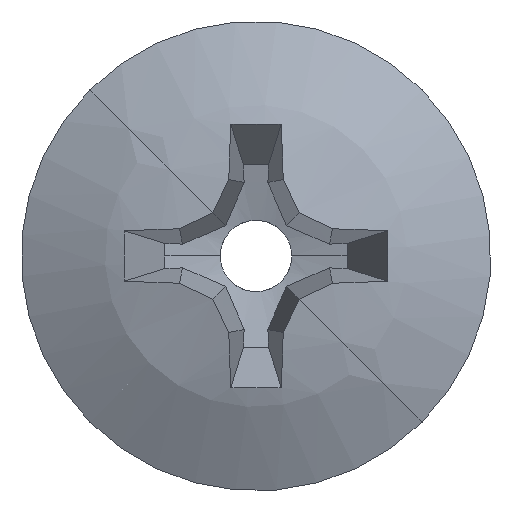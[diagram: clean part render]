
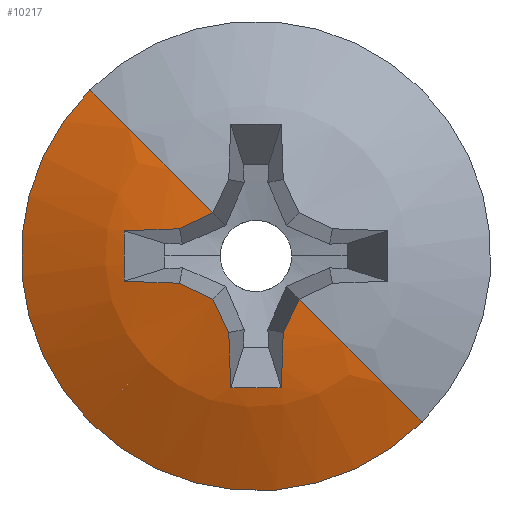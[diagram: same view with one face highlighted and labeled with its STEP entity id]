
A CAD part, left-side view. The second image highlights one B-rep face of the part: STEP entity #10217.
In plain terms, the highlighted spherical face has radius 6.558 mm.
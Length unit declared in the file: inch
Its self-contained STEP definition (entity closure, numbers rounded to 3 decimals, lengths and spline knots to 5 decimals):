
#4618=CARTESIAN_POINT('',(0.16393,0.01826,
0.01826));
#4619=DIRECTION('',(-0.162,0.698,0.698));
#4620=DIRECTION('',(-0.945,0.093,-0.312));
#4621=AXIS2_PLACEMENT_3D('',#4618,#4619,#4620);
#4623=CARTESIAN_POINT('',(-0.08772,0.,-0.03423));
#4624=CARTESIAN_POINT('',(-0.08762,0.00211,
-0.03498));
#4625=CARTESIAN_POINT('',(-0.08736,0.00632,
-0.03647));
#4626=CARTESIAN_POINT('',(-0.08682,0.01252,
-0.03863));
#4627=CARTESIAN_POINT('',(-0.08629,0.01709,
-0.0402));
#4628=CARTESIAN_POINT('',(-0.08598,0.01946,
-0.04101));
#4630=CARTESIAN_POINT('',(-0.08598,-0.01946,
-0.04101));
#4631=CARTESIAN_POINT('',(-0.08629,-0.01708,
-0.0402));
#4632=CARTESIAN_POINT('',(-0.08682,-0.01249,
-0.03862));
#4633=CARTESIAN_POINT('',(-0.08736,-0.00628,
-0.03645));
#4634=CARTESIAN_POINT('',(-0.08762,-0.00209,
-0.03497));
#4635=CARTESIAN_POINT('',(-0.08772,0.,-0.03423));
#4637=CARTESIAN_POINT('',(0.16393,-0.01826,
0.01826));
#4638=DIRECTION('',(-0.162,-0.698,0.698));
#4639=DIRECTION('',(-0.973,-0.005,-0.231));
#4640=AXIS2_PLACEMENT_3D('',#4637,#4638,#4639);
#4642=CARTESIAN_POINT('',(0.14445,0.03165,
0.03165));
#4643=DIRECTION('',(-0.468,0.625,0.625));
#4644=DIRECTION('',(-0.882,-0.291,-0.37));
#4645=AXIS2_PLACEMENT_3D('',#4642,#4643,#4644);
#4647=CARTESIAN_POINT('',(0.16393,0.01826,
-0.01826));
#4648=DIRECTION('',(-0.162,0.698,-0.698));
#4649=DIRECTION('',(-0.945,-0.312,-0.093));
#4650=AXIS2_PLACEMENT_3D('',#4647,#4648,#4649);
#4652=CARTESIAN_POINT('',(-0.08772,-0.03423,0.));
#4653=CARTESIAN_POINT('',(-0.08763,-0.03494,
-0.00201));
#4654=CARTESIAN_POINT('',(-0.08738,-0.03638,
-0.00606));
#4655=CARTESIAN_POINT('',(-0.08681,-0.03865,
-0.01259));
#4656=CARTESIAN_POINT('',(-0.08629,-0.04021,
-0.01712));
#4657=CARTESIAN_POINT('',(-0.08598,-0.04101,
-0.01946));
#4659=CARTESIAN_POINT('',(0.16817,0.,0.));
#4660=DIRECTION('',(0.,0.,-1.));
#4661=DIRECTION('',(-0.861,-0.509,0.));
#4662=AXIS2_PLACEMENT_3D('',#4659,#4660,#4661);
#4664=CARTESIAN_POINT('',(-0.054,0.,0.));
#4665=DIRECTION('',(-1.,0.,0.));
#4666=DIRECTION('',(0.,1.,0.));
#4667=AXIS2_PLACEMENT_3D('',#4664,#4665,#4666);
#4669=CARTESIAN_POINT('',(0.16817,0.,0.));
#4670=DIRECTION('',(0.,0.,1.));
#4671=DIRECTION('',(-0.861,0.509,0.));
#4672=AXIS2_PLACEMENT_3D('',#4669,#4670,#4671);
#4674=CARTESIAN_POINT('',(-0.08598,0.04101,
-0.01946));
#4675=CARTESIAN_POINT('',(-0.08629,0.04021,
-0.01712));
#4676=CARTESIAN_POINT('',(-0.08681,0.03865,
-0.01259));
#4677=CARTESIAN_POINT('',(-0.08738,0.03638,
-0.00607));
#4678=CARTESIAN_POINT('',(-0.08763,0.03494,
-0.00201));
#4679=CARTESIAN_POINT('',(-0.08772,0.03423,0.));
#4681=CARTESIAN_POINT('',(0.16393,-0.01826,
-0.01826));
#4682=DIRECTION('',(0.162,0.698,0.698));
#4683=DIRECTION('',(-0.945,0.312,-0.093));
#4684=AXIS2_PLACEMENT_3D('',#4681,#4682,#4683);
#4686=CARTESIAN_POINT('',(0.14445,-0.03165,
0.03165));
#4687=DIRECTION('',(0.468,0.625,-0.625));
#4688=DIRECTION('',(-0.882,0.291,-0.37));
#4689=AXIS2_PLACEMENT_3D('',#4686,#4687,#4688);
#4802=CARTESIAN_POINT('',(-0.08772,-0.03423,0.));
#4848=CARTESIAN_POINT('',(-0.08772,0.03423,0.));
#5079=CARTESIAN_POINT('',(-0.054,0.1315,0.));
#5081=VERTEX_POINT('',#5079);
#5083=CARTESIAN_POINT('',(-0.054,-0.1315,0.));
#5085=VERTEX_POINT('',#5083);
#5180=VERTEX_POINT('',#4802);
#5195=VERTEX_POINT('',#4848);
#5196=CARTESIAN_POINT('',(-0.07888,0.0421,
-0.062));
#5197=CARTESIAN_POINT('',(-0.08598,0.01946,
-0.04101));
#5198=VERTEX_POINT('',#5196);
#5199=VERTEX_POINT('',#5197);
#5200=VERTEX_POINT('',#4623);
#5201=VERTEX_POINT('',#4630);
#5202=CARTESIAN_POINT('',(-0.07888,-0.0421,
-0.062));
#5203=VERTEX_POINT('',#5202);
#5204=CARTESIAN_POINT('',(-0.07888,-0.062,
-0.0421));
#5205=VERTEX_POINT('',#5204);
#5206=CARTESIAN_POINT('',(-0.08598,-0.04101,
-0.01946));
#5207=VERTEX_POINT('',#5206);
#5208=VERTEX_POINT('',#4674);
#5209=CARTESIAN_POINT('',(-0.07888,0.062,
-0.0421));
#5210=VERTEX_POINT('',#5209);
#10185=CARTESIAN_POINT('',(0.16817,0.,0.));
#10186=DIRECTION('',(1.,0.,0.));
#10187=DIRECTION('',(0.,-1.,0.));
#10188=AXIS2_PLACEMENT_3D('',#10185,#10186,#10187);
#10189=SPHERICAL_SURFACE('',#10188,0.25817);
#10191=ORIENTED_EDGE('',*,*,#10190,.T.);
#10193=ORIENTED_EDGE('',*,*,#10192,.F.);
#10195=ORIENTED_EDGE('',*,*,#10194,.F.);
#10197=ORIENTED_EDGE('',*,*,#10196,.T.);
#10199=ORIENTED_EDGE('',*,*,#10198,.T.);
#10201=ORIENTED_EDGE('',*,*,#10200,.T.);
#10203=ORIENTED_EDGE('',*,*,#10202,.F.);
#10205=ORIENTED_EDGE('',*,*,#10204,.F.);
#10206=ORIENTED_EDGE('',*,*,#10178,.F.);
#10208=ORIENTED_EDGE('',*,*,#10207,.T.);
#10210=ORIENTED_EDGE('',*,*,#10209,.F.);
#10212=ORIENTED_EDGE('',*,*,#10211,.F.);
#10214=ORIENTED_EDGE('',*,*,#10213,.F.);
#10215=EDGE_LOOP('',(#10191,#10193,#10195,#10197,#10199,#10201,#10203,#10205,
#10206,#10208,#10210,#10212,#10214));
#10216=FACE_OUTER_BOUND('',#10215,.F.);
#4622=CIRCLE('',#4621,0.25684);
#4629=B_SPLINE_CURVE_WITH_KNOTS('',3,(#4623,#4624,#4625,#4626,#4627,#4628),
.UNSPECIFIED.,.F.,.F.,(4,1,1,4),(0.,0.33333,0.66667,1.),
.UNSPECIFIED.);
#4636=B_SPLINE_CURVE_WITH_KNOTS('',3,(#4630,#4631,#4632,#4633,#4634,#4635),
.UNSPECIFIED.,.F.,.F.,(4,1,1,4),(0.,0.33333,0.66667,1.),
.UNSPECIFIED.);
#4641=CIRCLE('',#4640,0.25684);
#4646=CIRCLE('',#4645,0.25315);
#4651=CIRCLE('',#4650,0.25684);
#4658=B_SPLINE_CURVE_WITH_KNOTS('',3,(#4652,#4653,#4654,#4655,#4656,#4657),
.UNSPECIFIED.,.F.,.F.,(4,1,1,4),(0.,0.33333,0.66667,1.),
.UNSPECIFIED.);
#4663=CIRCLE('',#4662,0.25817);
#4668=CIRCLE('',#4667,0.1315);
#4673=CIRCLE('',#4672,0.25817);
#4680=B_SPLINE_CURVE_WITH_KNOTS('',3,(#4674,#4675,#4676,#4677,#4678,#4679),
.UNSPECIFIED.,.F.,.F.,(4,1,1,4),(0.,0.33333,0.66667,1.),
.UNSPECIFIED.);
#4685=CIRCLE('',#4684,0.25684);
#4690=CIRCLE('',#4689,0.25315);
#10178=EDGE_CURVE('',#5081,#5085,#4668,.T.);
#10190=EDGE_CURVE('',#5198,#5199,#4622,.T.);
#10192=EDGE_CURVE('',#5200,#5199,#4629,.T.);
#10194=EDGE_CURVE('',#5201,#5200,#4636,.T.);
#10196=EDGE_CURVE('',#5201,#5203,#4641,.T.);
#10198=EDGE_CURVE('',#5203,#5205,#4646,.T.);
#10200=EDGE_CURVE('',#5205,#5207,#4651,.T.);
#10202=EDGE_CURVE('',#5180,#5207,#4658,.T.);
#10204=EDGE_CURVE('',#5085,#5180,#4663,.T.);
#10207=EDGE_CURVE('',#5081,#5195,#4673,.T.);
#10209=EDGE_CURVE('',#5208,#5195,#4680,.T.);
#10211=EDGE_CURVE('',#5210,#5208,#4685,.T.);
#10213=EDGE_CURVE('',#5198,#5210,#4690,.T.);
#10217=ADVANCED_FACE('',(#10216),#10189,.T.);
